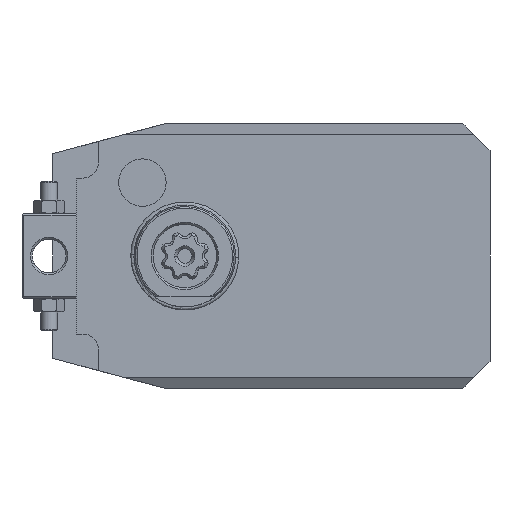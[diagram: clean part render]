
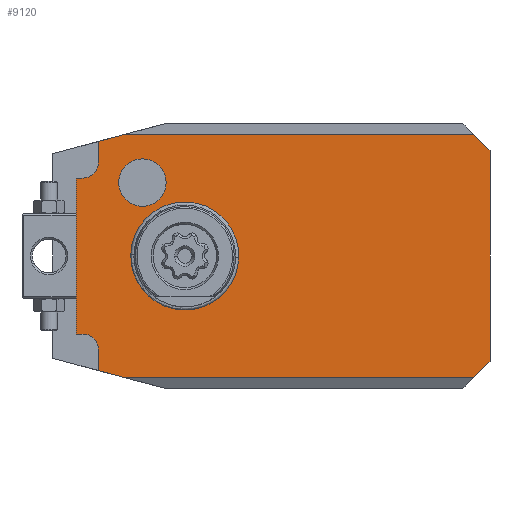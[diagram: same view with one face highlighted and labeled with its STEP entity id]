
A CAD part, front view. The second image highlights one B-rep face of the part: STEP entity #9120.
In plain terms, the highlighted planar face has unit normal (0, -1, 0).
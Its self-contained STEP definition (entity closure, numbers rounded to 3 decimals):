
#1=DIRECTION('',(-1.,0.,0.));
#2=VECTOR('',#1,103.215);
#3=CARTESIAN_POINT('',(85.215,0.,-35.785));
#4=LINE('',#3,#2);
#5=DIRECTION('',(0.966,0.,-0.259));
#6=VECTOR('',#5,7.765);
#7=CARTESIAN_POINT('',(-25.5,0.,-33.775));
#8=LINE('',#7,#6);
#9=DIRECTION('',(0.,0.,-1.));
#10=VECTOR('',#9,6.275);
#11=CARTESIAN_POINT('',(-25.5,0.,-27.5));
#12=LINE('',#11,#10);
#13=CARTESIAN_POINT('',(-30.,0.,-27.5));
#14=DIRECTION('',(0.,1.,0.));
#15=DIRECTION('',(0.,0.,1.));
#16=AXIS2_PLACEMENT_3D('',#13,#14,#15);
#18=DIRECTION('',(1.,0.,0.));
#19=VECTOR('',#18,2.);
#20=CARTESIAN_POINT('',(-32.,0.,-23.));
#21=LINE('',#20,#19);
#22=DIRECTION('',(0.,0.,-1.));
#23=VECTOR('',#22,46.);
#24=CARTESIAN_POINT('',(-32.,0.,23.));
#25=LINE('',#24,#23);
#26=DIRECTION('',(-1.,0.,0.));
#27=VECTOR('',#26,2.);
#28=CARTESIAN_POINT('',(-30.,0.,23.));
#29=LINE('',#28,#27);
#30=CARTESIAN_POINT('',(-30.,0.,27.5));
#31=DIRECTION('',(0.,1.,0.));
#32=DIRECTION('',(1.,0.,0.));
#33=AXIS2_PLACEMENT_3D('',#30,#31,#32);
#35=DIRECTION('',(0.,0.,-1.));
#36=VECTOR('',#35,6.275);
#37=CARTESIAN_POINT('',(-25.5,0.,33.775));
#38=LINE('',#37,#36);
#39=DIRECTION('',(-0.966,0.,-0.259));
#40=VECTOR('',#39,7.765);
#41=CARTESIAN_POINT('',(-18.,0.,35.785));
#42=LINE('',#41,#40);
#43=DIRECTION('',(-1.,0.,0.));
#44=VECTOR('',#43,103.215);
#45=CARTESIAN_POINT('',(85.215,0.,35.785));
#46=LINE('',#45,#44);
#47=DIRECTION('',(-0.707,0.,0.707));
#48=VECTOR('',#47,6.766);
#49=CARTESIAN_POINT('',(90.,0.,31.));
#50=LINE('',#49,#48);
#51=DIRECTION('',(0.,0.,1.));
#52=VECTOR('',#51,62.);
#53=CARTESIAN_POINT('',(90.,0.,-31.));
#54=LINE('',#53,#52);
#55=DIRECTION('',(0.707,0.,0.707));
#56=VECTOR('',#55,6.766);
#57=CARTESIAN_POINT('',(85.215,0.,
-35.785));
#58=LINE('',#57,#56);
#59=CARTESIAN_POINT('',(-12.5,0.,21.651));
#60=DIRECTION('',(0.,1.,0.));
#61=DIRECTION('',(1.,0.,0.));
#62=AXIS2_PLACEMENT_3D('',#59,#60,#61);
#64=CARTESIAN_POINT('',(-12.5,0.,21.651));
#65=DIRECTION('',(0.,1.,0.));
#66=DIRECTION('',(-1.,0.,0.));
#67=AXIS2_PLACEMENT_3D('',#64,#65,#66);
#6257=CARTESIAN_POINT('',(0.,0.,0.));
#6258=DIRECTION('',(0.,-1.,0.));
#6259=DIRECTION('',(0.999,0.,-0.035));
#6260=AXIS2_PLACEMENT_3D('',#6257,#6258,#6259);
#6262=CARTESIAN_POINT('',(0.,0.,0.));
#6263=DIRECTION('',(0.,-1.,0.));
#6264=DIRECTION('',(-0.999,0.,0.035));
#6265=AXIS2_PLACEMENT_3D('',#6262,#6263,#6264);
#8791=CARTESIAN_POINT('',(-25.5,0.,33.775));
#8792=CARTESIAN_POINT('',(-25.5,0.,27.5));
#8793=VERTEX_POINT('',#8791);
#8794=VERTEX_POINT('',#8792);
#8795=CARTESIAN_POINT('',(-30.,0.,23.));
#8796=VERTEX_POINT('',#8795);
#8797=CARTESIAN_POINT('',(-32.,0.,23.));
#8798=VERTEX_POINT('',#8797);
#8799=CARTESIAN_POINT('',(-32.,0.,-23.));
#8800=VERTEX_POINT('',#8799);
#8801=CARTESIAN_POINT('',(-30.,0.,-23.));
#8802=VERTEX_POINT('',#8801);
#8803=CARTESIAN_POINT('',(-25.5,0.,-27.5));
#8804=VERTEX_POINT('',#8803);
#8805=CARTESIAN_POINT('',(-25.5,0.,-33.775));
#8806=VERTEX_POINT('',#8805);
#8807=CARTESIAN_POINT('',(90.,0.,-31.));
#8808=CARTESIAN_POINT('',(90.,0.,31.));
#8809=VERTEX_POINT('',#8807);
#8810=VERTEX_POINT('',#8808);
#8811=CARTESIAN_POINT('',(-5.5,0.,21.651));
#8812=CARTESIAN_POINT('',(-19.5,0.,21.651));
#8813=VERTEX_POINT('',#8811);
#8814=VERTEX_POINT('',#8812);
#8823=CARTESIAN_POINT('',(85.215,0.,
-35.785));
#8824=CARTESIAN_POINT('',(-18.,0.,-35.785));
#8825=VERTEX_POINT('',#8823);
#8826=VERTEX_POINT('',#8824);
#8827=CARTESIAN_POINT('',(85.215,0.,35.785));
#8828=CARTESIAN_POINT('',(-18.,0.,35.785));
#8829=VERTEX_POINT('',#8827);
#8830=VERTEX_POINT('',#8828);
#8901=CARTESIAN_POINT('',(15.773,0.,-0.559));
#8902=CARTESIAN_POINT('',(-15.773,0.,0.559));
#8903=VERTEX_POINT('',#8901);
#8904=VERTEX_POINT('',#8902);
#9073=CARTESIAN_POINT('',(0.,0.,0.));
#9074=DIRECTION('',(0.,-1.,0.));
#9075=DIRECTION('',(-1.,0.,0.));
#9076=AXIS2_PLACEMENT_3D('',#9073,#9074,#9075);
#9077=PLANE('',#9076);
#9079=ORIENTED_EDGE('',*,*,#9078,.T.);
#9081=ORIENTED_EDGE('',*,*,#9080,.F.);
#9083=ORIENTED_EDGE('',*,*,#9082,.F.);
#9085=ORIENTED_EDGE('',*,*,#9084,.F.);
#9087=ORIENTED_EDGE('',*,*,#9086,.F.);
#9089=ORIENTED_EDGE('',*,*,#9088,.F.);
#9091=ORIENTED_EDGE('',*,*,#9090,.F.);
#9093=ORIENTED_EDGE('',*,*,#9092,.F.);
#9095=ORIENTED_EDGE('',*,*,#9094,.F.);
#9097=ORIENTED_EDGE('',*,*,#9096,.F.);
#9099=ORIENTED_EDGE('',*,*,#9098,.F.);
#9101=ORIENTED_EDGE('',*,*,#9100,.F.);
#9103=ORIENTED_EDGE('',*,*,#9102,.F.);
#9105=ORIENTED_EDGE('',*,*,#9104,.F.);
#9106=EDGE_LOOP('',(#9079,#9081,#9083,#9085,#9087,#9089,#9091,#9093,#9095,#9097,
#9099,#9101,#9103,#9105));
#9107=FACE_OUTER_BOUND('',#9106,.F.);
#9109=ORIENTED_EDGE('',*,*,#9108,.T.);
#9111=ORIENTED_EDGE('',*,*,#9110,.T.);
#9112=EDGE_LOOP('',(#9109,#9111));
#9113=FACE_BOUND('',#9112,.F.);
#9115=ORIENTED_EDGE('',*,*,#9114,.F.);
#9117=ORIENTED_EDGE('',*,*,#9116,.F.);
#9118=EDGE_LOOP('',(#9115,#9117));
#9119=FACE_BOUND('',#9118,.F.);
#17=CIRCLE('',#16,4.5);
#34=CIRCLE('',#33,4.5);
#63=CIRCLE('',#62,7.);
#68=CIRCLE('',#67,7.);
#6261=CIRCLE('',#6260,15.783);
#6266=CIRCLE('',#6265,15.783);
#9078=EDGE_CURVE('',#8825,#8826,#4,.T.);
#9080=EDGE_CURVE('',#8806,#8826,#8,.T.);
#9082=EDGE_CURVE('',#8804,#8806,#12,.T.);
#9084=EDGE_CURVE('',#8802,#8804,#17,.T.);
#9086=EDGE_CURVE('',#8800,#8802,#21,.T.);
#9088=EDGE_CURVE('',#8798,#8800,#25,.T.);
#9090=EDGE_CURVE('',#8796,#8798,#29,.T.);
#9092=EDGE_CURVE('',#8794,#8796,#34,.T.);
#9094=EDGE_CURVE('',#8793,#8794,#38,.T.);
#9096=EDGE_CURVE('',#8830,#8793,#42,.T.);
#9098=EDGE_CURVE('',#8829,#8830,#46,.T.);
#9100=EDGE_CURVE('',#8810,#8829,#50,.T.);
#9102=EDGE_CURVE('',#8809,#8810,#54,.T.);
#9104=EDGE_CURVE('',#8825,#8809,#58,.T.);
#9108=EDGE_CURVE('',#8903,#8904,#6261,.T.);
#9110=EDGE_CURVE('',#8904,#8903,#6266,.T.);
#9114=EDGE_CURVE('',#8813,#8814,#63,.T.);
#9116=EDGE_CURVE('',#8814,#8813,#68,.T.);
#9120=ADVANCED_FACE('',(#9107,#9113,#9119),#9077,.T.);
